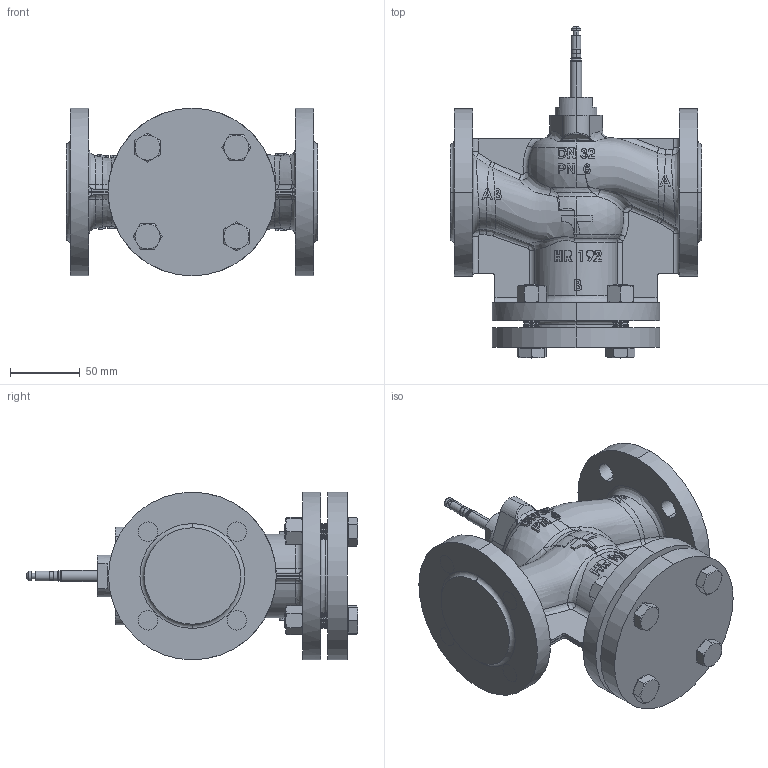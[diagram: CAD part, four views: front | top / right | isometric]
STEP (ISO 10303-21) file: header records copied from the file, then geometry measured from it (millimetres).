
FILE_DESCRIPTION (( 'STEP AP203' ), '1' );
FILE_NAME ('206_DN32_PN6_DEF.STEP', '2012-02-13T07:27:46', ( 'test' ), ( '' ), 'SwSTEP 2.0', 'SolidWorks 2011', '' );
FILE_SCHEMA (( 'CONFIG_CONTROL_DESIGN' ));
Length unit declared in the file: millimetre
Products named in the file (1): 206_DN32_PN6_DEF
Bounding box: 180.54 x 238.21 x 120.36 mm (x, y, z)
Volume: 1291428.1 mm3; surface area: 172293 mm2
Topology: 1 solids, 3 shells, 1030 faces, 2670 edges, 1704 vertices
Faces by surface type: plane 381, bspline 286, cylinder 148, cone 142, torus 37, sphere 36
Entity records: 130391 total; most frequent: CARTESIAN_POINT 107458, ORIENTED_EDGE 5328, DIRECTION 3963, EDGE_CURVE 2664, VERTEX_POINT 1704, AXIS2_PLACEMENT_3D 1596, EDGE_LOOP 1102, B_SPLINE_CURVE_WITH_KNOTS 1042
